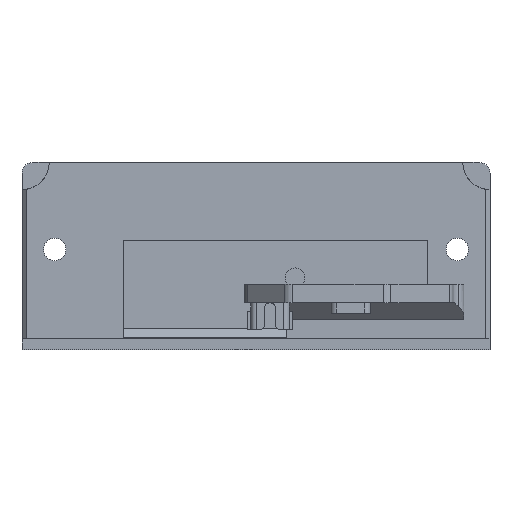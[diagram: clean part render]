
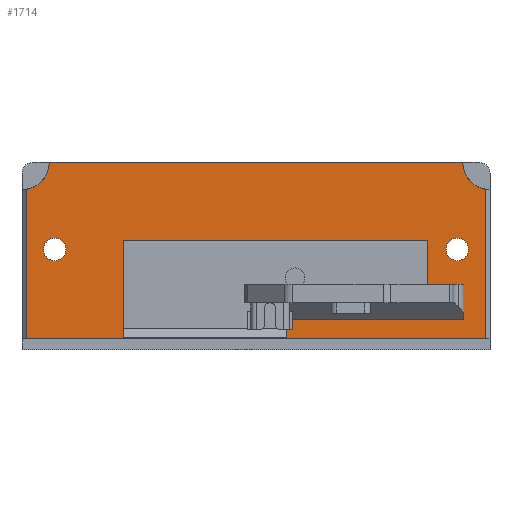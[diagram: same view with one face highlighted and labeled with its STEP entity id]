
A CAD part, top view. The second image highlights one B-rep face of the part: STEP entity #1714.
In plain terms, the highlighted planar face has unit normal (0, 0, 1).
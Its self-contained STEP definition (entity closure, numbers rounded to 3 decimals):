
#27=FACE_BOUND('',#221,.T.);
#28=FACE_BOUND('',#222,.T.);
#29=FACE_BOUND('',#223,.T.);
#55=PLANE('',#1862);
#119=FACE_OUTER_BOUND('',#220,.T.);
#220=EDGE_LOOP('',(#1307,#1308,#1309,#1310,#1311,#1312));
#221=EDGE_LOOP('',(#1313));
#222=EDGE_LOOP('',(#1314));
#223=EDGE_LOOP('',(#1315,#1316,#1317,#1318,#1319,#1320,#1321,#1322));
#380=LINE('',#2732,#559);
#382=LINE('',#2737,#561);
#383=LINE('',#2739,#562);
#384=LINE('',#2741,#563);
#385=LINE('',#2745,#564);
#386=LINE('',#2752,#565);
#387=LINE('',#2754,#566);
#388=LINE('',#2756,#567);
#389=LINE('',#2758,#568);
#390=LINE('',#2760,#569);
#391=LINE('',#2762,#570);
#392=LINE('',#2763,#571);
#559=VECTOR('',#2173,10.);
#561=VECTOR('',#2177,10.);
#562=VECTOR('',#2178,10.);
#563=VECTOR('',#2179,10.);
#564=VECTOR('',#2182,10.);
#565=VECTOR('',#2189,10.);
#566=VECTOR('',#2190,10.);
#567=VECTOR('',#2191,10.);
#568=VECTOR('',#2192,10.);
#569=VECTOR('',#2193,10.);
#570=VECTOR('',#2194,10.);
#571=VECTOR('',#2195,10.);
#696=CIRCLE('',#1863,2.5);
#697=CIRCLE('',#1864,2.5);
#698=CIRCLE('',#1865,1.025);
#699=CIRCLE('',#1866,1.025);
#821=VERTEX_POINT('',#2729);
#822=VERTEX_POINT('',#2731);
#823=VERTEX_POINT('',#2735);
#824=VERTEX_POINT('',#2736);
#825=VERTEX_POINT('',#2738);
#826=VERTEX_POINT('',#2740);
#827=VERTEX_POINT('',#2742);
#828=VERTEX_POINT('',#2744);
#829=VERTEX_POINT('',#2747);
#830=VERTEX_POINT('',#2749);
#831=VERTEX_POINT('',#2751);
#832=VERTEX_POINT('',#2753);
#833=VERTEX_POINT('',#2755);
#834=VERTEX_POINT('',#2757);
#835=VERTEX_POINT('',#2759);
#836=VERTEX_POINT('',#2761);
#1009=EDGE_CURVE('',#822,#821,#380,.T.);
#1011=EDGE_CURVE('',#823,#824,#382,.T.);
#1012=EDGE_CURVE('',#823,#825,#383,.T.);
#1013=EDGE_CURVE('',#826,#825,#384,.T.);
#1014=EDGE_CURVE('',#826,#827,#696,.T.);
#1015=EDGE_CURVE('',#827,#828,#385,.T.);
#1016=EDGE_CURVE('',#828,#824,#697,.T.);
#1017=EDGE_CURVE('',#829,#829,#698,.T.);
#1018=EDGE_CURVE('',#830,#830,#699,.T.);
#1019=EDGE_CURVE('',#821,#831,#386,.T.);
#1020=EDGE_CURVE('',#832,#831,#387,.T.);
#1021=EDGE_CURVE('',#832,#833,#388,.T.);
#1022=EDGE_CURVE('',#834,#833,#389,.T.);
#1023=EDGE_CURVE('',#834,#835,#390,.T.);
#1024=EDGE_CURVE('',#835,#836,#391,.T.);
#1025=EDGE_CURVE('',#836,#822,#392,.T.);
#1307=ORIENTED_EDGE('',*,*,#1011,.F.);
#1308=ORIENTED_EDGE('',*,*,#1012,.T.);
#1309=ORIENTED_EDGE('',*,*,#1013,.F.);
#1310=ORIENTED_EDGE('',*,*,#1014,.T.);
#1311=ORIENTED_EDGE('',*,*,#1015,.T.);
#1312=ORIENTED_EDGE('',*,*,#1016,.T.);
#1313=ORIENTED_EDGE('',*,*,#1017,.T.);
#1314=ORIENTED_EDGE('',*,*,#1018,.T.);
#1315=ORIENTED_EDGE('',*,*,#1009,.T.);
#1316=ORIENTED_EDGE('',*,*,#1019,.T.);
#1317=ORIENTED_EDGE('',*,*,#1020,.F.);
#1318=ORIENTED_EDGE('',*,*,#1021,.T.);
#1319=ORIENTED_EDGE('',*,*,#1022,.F.);
#1320=ORIENTED_EDGE('',*,*,#1023,.T.);
#1321=ORIENTED_EDGE('',*,*,#1024,.T.);
#1322=ORIENTED_EDGE('',*,*,#1025,.T.);
#1714=ADVANCED_FACE('',(#119,#27,#28,#29),#55,.T.);
#1862=AXIS2_PLACEMENT_3D('',#2734,#2175,#2176);
#1863=AXIS2_PLACEMENT_3D('',#2743,#2180,#2181);
#1864=AXIS2_PLACEMENT_3D('',#2746,#2183,#2184);
#1865=AXIS2_PLACEMENT_3D('',#2748,#2185,#2186);
#1866=AXIS2_PLACEMENT_3D('',#2750,#2187,#2188);
#2173=DIRECTION('',(1.,0.,0.));
#2175=DIRECTION('center_axis',(0.,0.,1.));
#2176=DIRECTION('ref_axis',(1.,0.,0.));
#2177=DIRECTION('',(0.,1.,0.));
#2178=DIRECTION('',(1.,0.,0.));
#2179=DIRECTION('',(0.,-1.,0.));
#2180=DIRECTION('center_axis',(0.,0.,-1.));
#2181=DIRECTION('ref_axis',(-1.,0.,0.));
#2182=DIRECTION('',(-1.,0.,0.));
#2183=DIRECTION('center_axis',(0.,0.,-1.));
#2184=DIRECTION('ref_axis',(-1.,0.,0.));
#2185=DIRECTION('center_axis',(0.,0.,-1.));
#2186=DIRECTION('ref_axis',(1.,0.,0.));
#2187=DIRECTION('center_axis',(0.,0.,-1.));
#2188=DIRECTION('ref_axis',(1.,0.,0.));
#2189=DIRECTION('',(0.,-1.,0.));
#2190=DIRECTION('',(1.,0.,0.));
#2191=DIRECTION('',(0.,-1.,0.));
#2192=DIRECTION('',(1.,0.,0.));
#2193=DIRECTION('',(0.,1.,0.));
#2194=DIRECTION('',(1.,0.,0.));
#2195=DIRECTION('',(0.,-1.,0.));
#2729=CARTESIAN_POINT('',(40.6,6.,1.8));
#2731=CARTESIAN_POINT('',(37.3,6.,1.8));
#2732=CARTESIAN_POINT('',(31.05,6.,1.8));
#2734=CARTESIAN_POINT('Origin',(21.5,8.6,1.8));
#2735=CARTESIAN_POINT('',(0.4,1.,1.8));
#2736=CARTESIAN_POINT('',(0.4,14.732,1.8));
#2737=CARTESIAN_POINT('',(0.4,12.9,1.8));
#2738=CARTESIAN_POINT('',(42.6,1.,1.8));
#2739=CARTESIAN_POINT('',(10.75,1.,1.8));
#2740=CARTESIAN_POINT('',(42.6,14.732,1.8));
#2741=CARTESIAN_POINT('',(42.6,4.3,1.8));
#2742=CARTESIAN_POINT('',(40.5,17.2,1.8));
#2743=CARTESIAN_POINT('Origin',(43.,17.2,1.8));
#2744=CARTESIAN_POINT('',(2.5,17.2,1.8));
#2745=CARTESIAN_POINT('',(43.,17.2,1.8));
#2746=CARTESIAN_POINT('Origin',(0.,17.2,1.8));
#2747=CARTESIAN_POINT('',(38.975,9.2,1.8));
#2748=CARTESIAN_POINT('Origin',(40.,9.2,1.8));
#2749=CARTESIAN_POINT('',(1.975,9.2,1.8));
#2750=CARTESIAN_POINT('Origin',(3.,9.2,1.8));
#2751=CARTESIAN_POINT('',(40.6,2.8,1.8));
#2752=CARTESIAN_POINT('',(40.6,7.05,1.8));
#2753=CARTESIAN_POINT('',(24.3,2.8,1.8));
#2754=CARTESIAN_POINT('',(29.4,2.8,1.8));
#2755=CARTESIAN_POINT('',(24.3,1.1,1.8));
#2756=CARTESIAN_POINT('',(24.3,6.25,1.8));
#2757=CARTESIAN_POINT('',(9.3,1.1,1.8));
#2758=CARTESIAN_POINT('',(22.9,1.1,1.8));
#2759=CARTESIAN_POINT('',(9.3,10.,1.8));
#2760=CARTESIAN_POINT('',(9.3,6.25,1.8));
#2761=CARTESIAN_POINT('',(37.3,10.,1.8));
#2762=CARTESIAN_POINT('',(15.4,10.,1.8));
#2763=CARTESIAN_POINT('',(37.3,9.3,1.8));
